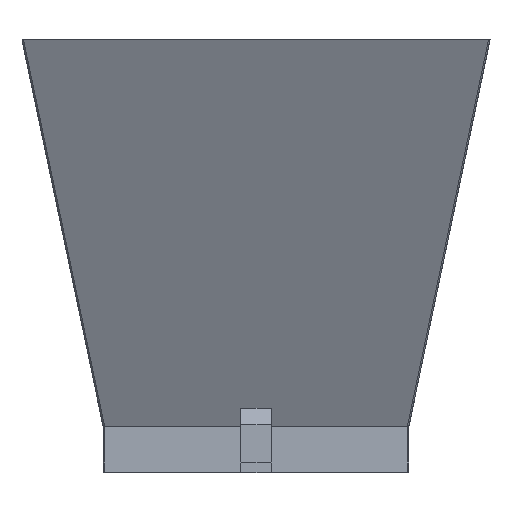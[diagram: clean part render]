
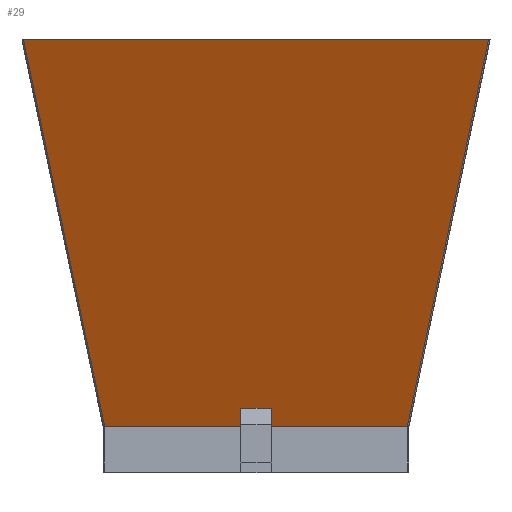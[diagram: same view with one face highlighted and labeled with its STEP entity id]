
A CAD part, top view. The second image highlights one B-rep face of the part: STEP entity #29.
In plain terms, the highlighted planar face has unit normal (0, -0.433, 0.901).
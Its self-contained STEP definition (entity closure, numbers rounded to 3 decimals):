
#29 = ADVANCED_FACE ( 'NONE', ( #1657 ), #1468, .F. ) ;
#32 = VECTOR ( 'NONE', #1353, 1000. ) ;
#34 = VECTOR ( 'NONE', #277, 1000. ) ;
#48 = CARTESIAN_POINT ( 'NONE',  ( 0., 180.001, 67.88 ) ) ;
#153 = AXIS2_PLACEMENT_3D ( 'NONE', #325, #678, #1589 ) ;
#237 = LINE ( 'NONE', #692, #328 ) ;
#277 = DIRECTION ( 'NONE',  ( -1., 0., 0. ) ) ;
#291 = ORIENTED_EDGE ( 'NONE', *, *, #1319, .T. ) ;
#313 = DIRECTION ( 'NONE',  ( 0.186, 0.886, 0.425 ) ) ;
#320 = DIRECTION ( 'NONE',  ( 0., 0.902, 0.433 ) ) ;
#324 = EDGE_CURVE ( 'NONE', #1103, #1659, #929, .T. ) ;
#325 = CARTESIAN_POINT ( 'NONE',  ( 0., 7.229, -15.059 ) ) ;
#328 = VECTOR ( 'NONE', #472, 1000. ) ;
#333 = VECTOR ( 'NONE', #911, 1000. ) ;
#342 = ORIENTED_EDGE ( 'NONE', *, *, #324, .T. ) ;
#367 = EDGE_CURVE ( 'NONE', #1659, #416, #1615, .T. ) ;
#396 = EDGE_CURVE ( 'NONE', #726, #1103, #1460, .T. ) ;
#416 = VERTEX_POINT ( 'NONE', #994 ) ;
#468 = CARTESIAN_POINT ( 'NONE',  ( 49.535, 174.001, 65. ) ) ;
#472 = DIRECTION ( 'NONE',  ( -1., 0., 0. ) ) ;
#516 = ORIENTED_EDGE ( 'NONE', *, *, #367, .T. ) ;
#536 = VERTEX_POINT ( 'NONE', #721 ) ;
#539 = ORIENTED_EDGE ( 'NONE', *, *, #1485, .F. ) ;
#551 = ORIENTED_EDGE ( 'NONE', *, *, #608, .F. ) ;
#582 = LINE ( 'NONE', #1369, #1593 ) ;
#608 = EDGE_CURVE ( 'NONE', #1641, #416, #927, .T. ) ;
#678 = DIRECTION ( 'NONE',  ( 0., 0.433, -0.902 ) ) ;
#692 = CARTESIAN_POINT ( 'NONE',  ( -50., 174.001, 65. ) ) ;
#721 = CARTESIAN_POINT ( 'NONE',  ( 5., 180.001, 67.88 ) ) ;
#726 = VERTEX_POINT ( 'NONE', #468 ) ;
#744 = CARTESIAN_POINT ( 'NONE',  ( -5., 174.001, 65. ) ) ;
#813 = DIRECTION ( 'NONE',  ( 0., -0.902, -0.433 ) ) ;
#842 = CARTESIAN_POINT ( 'NONE',  ( -50., 174.001, 65. ) ) ;
#866 = EDGE_CURVE ( 'NONE', #1641, #1234, #582, .T. ) ;
#874 = CARTESIAN_POINT ( 'NONE',  ( -5., 180.001, 67.88 ) ) ;
#911 = DIRECTION ( 'NONE',  ( -1., 0., 0. ) ) ;
#927 = LINE ( 'NONE', #842, #333 ) ;
#929 = LINE ( 'NONE', #1285, #34 ) ;
#942 = EDGE_LOOP ( 'NONE', ( #551, #974, #291, #1373, #539, #1275, #342, #516 ) ) ;
#974 = ORIENTED_EDGE ( 'NONE', *, *, #866, .T. ) ;
#994 = CARTESIAN_POINT ( 'NONE',  ( -49.535, 174.001, 65. ) ) ;
#1103 = VERTEX_POINT ( 'NONE', #1151 ) ;
#1151 = CARTESIAN_POINT ( 'NONE',  ( 76.134, 300.651, 125.798 ) ) ;
#1234 = VERTEX_POINT ( 'NONE', #874 ) ;
#1275 = ORIENTED_EDGE ( 'NONE', *, *, #396, .T. ) ;
#1285 = CARTESIAN_POINT ( 'NONE',  ( 0., 300.651, 125.798 ) ) ;
#1291 = VECTOR ( 'NONE', #313, 1000. ) ;
#1305 = CARTESIAN_POINT ( 'NONE',  ( 5., 7.229, -15.059 ) ) ;
#1306 = EDGE_CURVE ( 'NONE', #536, #1661, #1399, .T. ) ;
#1319 = EDGE_CURVE ( 'NONE', #1234, #536, #1614, .T. ) ;
#1353 = DIRECTION ( 'NONE',  ( 1., 0., 0. ) ) ;
#1369 = CARTESIAN_POINT ( 'NONE',  ( -5., 7.229, -15.059 ) ) ;
#1373 = ORIENTED_EDGE ( 'NONE', *, *, #1306, .T. ) ;
#1399 = LINE ( 'NONE', #1305, #1674 ) ;
#1412 = CARTESIAN_POINT ( 'NONE',  ( -76.134, 300.651, 125.798 ) ) ;
#1460 = LINE ( 'NONE', #1604, #1291 ) ;
#1468 = PLANE ( 'NONE',  #153 ) ;
#1474 = DIRECTION ( 'NONE',  ( 0.186, -0.886, -0.425 ) ) ;
#1485 = EDGE_CURVE ( 'NONE', #726, #1661, #237, .T. ) ;
#1526 = CARTESIAN_POINT ( 'NONE',  ( 5., 174.001, 65. ) ) ;
#1588 = CARTESIAN_POINT ( 'NONE',  ( -14.007, 4.838, -16.206 ) ) ;
#1589 = DIRECTION ( 'NONE',  ( 0., 0.902, 0.433 ) ) ;
#1593 = VECTOR ( 'NONE', #320, 1000. ) ;
#1604 = CARTESIAN_POINT ( 'NONE',  ( 14.007, 4.838, -16.206 ) ) ;
#1614 = LINE ( 'NONE', #48, #32 ) ;
#1615 = LINE ( 'NONE', #1588, #1636 ) ;
#1636 = VECTOR ( 'NONE', #1474, 1000. ) ;
#1641 = VERTEX_POINT ( 'NONE', #744 ) ;
#1657 = FACE_OUTER_BOUND ( 'NONE', #942, .T. ) ;
#1659 = VERTEX_POINT ( 'NONE', #1412 ) ;
#1661 = VERTEX_POINT ( 'NONE', #1526 ) ;
#1674 = VECTOR ( 'NONE', #813, 1000. ) ;
